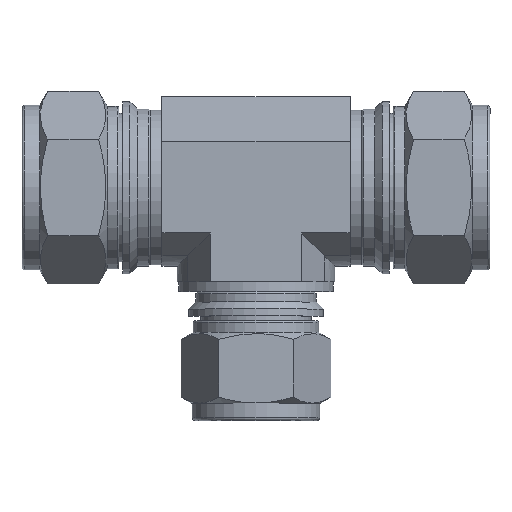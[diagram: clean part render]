
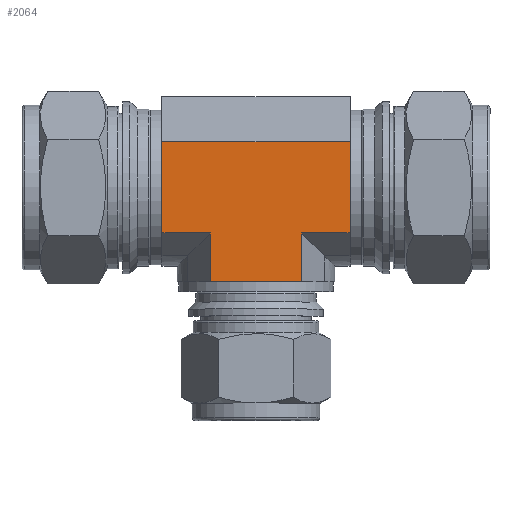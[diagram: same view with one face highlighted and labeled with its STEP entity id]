
A CAD part, top view. The second image highlights one B-rep face of the part: STEP entity #2064.
In plain terms, the highlighted planar face has unit normal (0, 0, 1).
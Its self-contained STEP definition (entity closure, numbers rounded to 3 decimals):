
#366=FACE_OUTER_BOUND('',#516,.T.);
#516=EDGE_LOOP('',(#1863,#1864,#1865,#1866,#1867,#1868,#1869,#1870));
#610=LINE('',#3586,#737);
#619=LINE('',#3608,#746);
#620=LINE('',#3610,#747);
#630=LINE('',#3632,#757);
#638=LINE('',#3661,#765);
#644=LINE('',#3673,#771);
#645=LINE('',#3675,#772);
#646=LINE('',#3676,#773);
#737=VECTOR('',#2887,10.);
#746=VECTOR('',#2906,10.);
#747=VECTOR('',#2909,10.);
#757=VECTOR('',#2929,10.);
#765=VECTOR('',#2961,10.);
#771=VECTOR('',#2975,10.);
#772=VECTOR('',#2978,10.);
#773=VECTOR('',#2979,10.);
#973=VERTEX_POINT('',#3583);
#974=VERTEX_POINT('',#3585);
#981=VERTEX_POINT('',#3604);
#982=VERTEX_POINT('',#3606);
#989=VERTEX_POINT('',#3631);
#994=VERTEX_POINT('',#3651);
#998=VERTEX_POINT('',#3659);
#1000=VERTEX_POINT('',#3671);
#1250=EDGE_CURVE('',#973,#974,#610,.T.);
#1261=EDGE_CURVE('',#981,#982,#619,.T.);
#1262=EDGE_CURVE('',#974,#982,#620,.T.);
#1273=EDGE_CURVE('',#981,#989,#630,.T.);
#1286=EDGE_CURVE('',#998,#994,#638,.T.);
#1292=EDGE_CURVE('',#998,#1000,#644,.T.);
#1293=EDGE_CURVE('',#994,#973,#645,.T.);
#1294=EDGE_CURVE('',#989,#1000,#646,.T.);
#1863=ORIENTED_EDGE('',*,*,#1293,.F.);
#1864=ORIENTED_EDGE('',*,*,#1286,.F.);
#1865=ORIENTED_EDGE('',*,*,#1292,.T.);
#1866=ORIENTED_EDGE('',*,*,#1294,.F.);
#1867=ORIENTED_EDGE('',*,*,#1273,.F.);
#1868=ORIENTED_EDGE('',*,*,#1261,.T.);
#1869=ORIENTED_EDGE('',*,*,#1262,.F.);
#1870=ORIENTED_EDGE('',*,*,#1250,.F.);
#1933=PLANE('',#2340);
#2064=ADVANCED_FACE('',(#366),#1933,.T.);
#2340=AXIS2_PLACEMENT_3D('',#3674,#2976,#2977);
#2887=DIRECTION('',(0.,-1.,0.));
#2906=DIRECTION('',(0.,-1.,0.));
#2909=DIRECTION('',(-1.,0.,0.));
#2929=DIRECTION('',(-1.,0.,0.));
#2961=DIRECTION('',(0.,-1.,0.));
#2975=DIRECTION('',(-1.,0.,0.));
#2976=DIRECTION('center_axis',(0.,0.,1.));
#2977=DIRECTION('ref_axis',(0.,1.,0.));
#2978=DIRECTION('',(-1.,0.,0.));
#2979=DIRECTION('',(0.,1.,0.));
#3583=CARTESIAN_POINT('',(7.794,-7.794,13.5));
#3585=CARTESIAN_POINT('',(7.794,-16.1,13.5));
#3586=CARTESIAN_POINT('',(7.794,0.,13.5));
#3604=CARTESIAN_POINT('',(-7.794,-7.794,13.5));
#3606=CARTESIAN_POINT('',(-7.794,-16.1,13.5));
#3608=CARTESIAN_POINT('',(-7.794,0.,13.5));
#3610=CARTESIAN_POINT('',(-7.794,-16.1,13.5));
#3631=CARTESIAN_POINT('',(-16.1,-7.794,13.5));
#3632=CARTESIAN_POINT('',(0.,-7.794,13.5));
#3651=CARTESIAN_POINT('',(16.1,-7.794,13.5));
#3659=CARTESIAN_POINT('',(16.1,7.794,13.5));
#3661=CARTESIAN_POINT('',(16.1,-7.794,13.5));
#3671=CARTESIAN_POINT('',(-16.1,7.794,13.5));
#3673=CARTESIAN_POINT('',(0.,7.794,13.5));
#3674=CARTESIAN_POINT('Origin',(0.,-7.794,
13.5));
#3675=CARTESIAN_POINT('',(0.,-7.794,13.5));
#3676=CARTESIAN_POINT('',(-16.1,-7.794,13.5));
